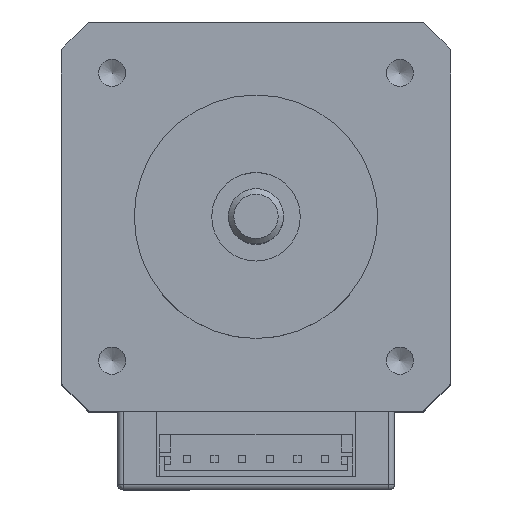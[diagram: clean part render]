
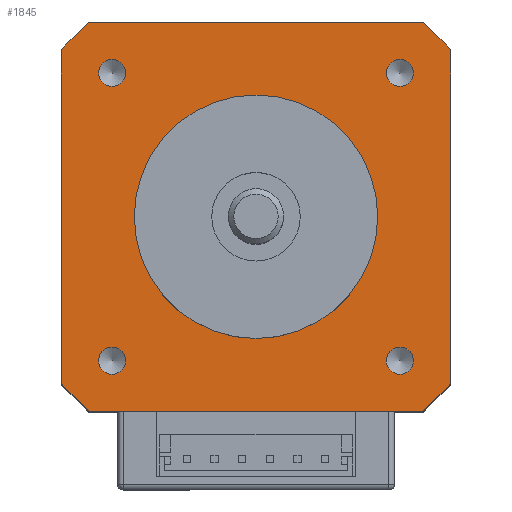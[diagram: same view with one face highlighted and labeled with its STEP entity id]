
A CAD part, top view. The second image highlights one B-rep face of the part: STEP entity #1845.
In plain terms, the highlighted planar face has unit normal (0, 0, 1).
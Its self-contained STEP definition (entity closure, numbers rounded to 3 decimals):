
#1560=CARTESIAN_POINT('',(0.,-11.,44.5));
#1561=VERTEX_POINT('',#1560);
#1562=CARTESIAN_POINT('',(0.,0.,44.5));
#1563=DIRECTION('',(0.0,0.0,-1.0));
#1564=DIRECTION('',(0.0,1.0,0.0));
#1565=AXIS2_PLACEMENT_3D('',#1562,#1563,#1564);
#1566=CIRCLE('',#1565,11.0);
#1567=EDGE_CURVE('',#1561,#1561,#1566,.T.);
#1597=CARTESIAN_POINT('',(-14.893,17.6,44.5));
#1598=VERTEX_POINT('',#1597);
#1607=CARTESIAN_POINT('',(14.893,17.6,44.5));
#1608=VERTEX_POINT('',#1607);
#1609=CARTESIAN_POINT('',(-14.893,17.6,44.5));
#1610=DIRECTION('',(1.0,0.0,0.0));
#1611=VECTOR('',#1610,29.786);
#1612=LINE('',#1609,#1611);
#1613=EDGE_CURVE('',#1598,#1608,#1612,.T.);
#1664=CARTESIAN_POINT('',(8.594,-8.594,44.5));
#1665=DIRECTION('',(0.0,0.0,-1.0));
#1666=DIRECTION('',(0.0,1.0,0.0));
#1667=AXIS2_PLACEMENT_3D('',#1664,#1665,#1666);
#1668=PLANE('',#1667);
#1669=CARTESIAN_POINT('',(-15.246,17.454,44.5));
#1670=VERTEX_POINT('',#1669);
#1671=CARTESIAN_POINT('',(-14.893,17.1,44.5));
#1672=DIRECTION('',(0.,0.,-1.0));
#1673=DIRECTION('',(-0.383,0.924,0.));
#1674=AXIS2_PLACEMENT_3D('',#1671,#1672,#1673);
#1675=CIRCLE('',#1674,0.5);
#1676=EDGE_CURVE('',#1670,#1598,#1675,.T.);
#1677=ORIENTED_EDGE('',*,*,#1676,.F.);
#1678=CARTESIAN_POINT('',(-17.454,15.246,44.5));
#1679=VERTEX_POINT('',#1678);
#1680=CARTESIAN_POINT('',(-17.454,15.246,44.5));
#1681=DIRECTION('',(0.707,0.707,0.0));
#1682=VECTOR('',#1681,3.121);
#1683=LINE('',#1680,#1682);
#1684=EDGE_CURVE('',#1679,#1670,#1683,.T.);
#1685=ORIENTED_EDGE('',*,*,#1684,.F.);
#1686=CARTESIAN_POINT('',(-17.6,14.893,44.5));
#1687=VERTEX_POINT('',#1686);
#1688=CARTESIAN_POINT('',(-17.1,14.893,44.5));
#1689=DIRECTION('',(0.,0.,-1.0));
#1690=DIRECTION('',(-0.924,0.383,0.));
#1691=AXIS2_PLACEMENT_3D('',#1688,#1689,#1690);
#1692=CIRCLE('',#1691,0.5);
#1693=EDGE_CURVE('',#1687,#1679,#1692,.T.);
#1694=ORIENTED_EDGE('',*,*,#1693,.F.);
#1695=CARTESIAN_POINT('',(-17.6,-14.893,44.5));
#1696=VERTEX_POINT('',#1695);
#1697=CARTESIAN_POINT('',(-17.6,-14.893,44.5));
#1698=DIRECTION('',(0.0,1.0,0.0));
#1699=VECTOR('',#1698,29.786);
#1700=LINE('',#1697,#1699);
#1701=EDGE_CURVE('',#1696,#1687,#1700,.T.);
#1702=ORIENTED_EDGE('',*,*,#1701,.F.);
#1703=CARTESIAN_POINT('',(-17.454,-15.246,44.5));
#1704=VERTEX_POINT('',#1703);
#1705=CARTESIAN_POINT('',(-17.1,-14.893,44.5));
#1706=DIRECTION('',(0.,0.,-1.0));
#1707=DIRECTION('',(-0.924,-0.383,0.));
#1708=AXIS2_PLACEMENT_3D('',#1705,#1706,#1707);
#1709=CIRCLE('',#1708,0.5);
#1710=EDGE_CURVE('',#1704,#1696,#1709,.T.);
#1711=ORIENTED_EDGE('',*,*,#1710,.F.);
#1712=CARTESIAN_POINT('',(-15.246,-17.454,44.5));
#1713=VERTEX_POINT('',#1712);
#1714=CARTESIAN_POINT('',(-15.246,-17.454,44.5));
#1715=DIRECTION('',(-0.707,0.707,0.0));
#1716=VECTOR('',#1715,3.121);
#1717=LINE('',#1714,#1716);
#1718=EDGE_CURVE('',#1713,#1704,#1717,.T.);
#1719=ORIENTED_EDGE('',*,*,#1718,.F.);
#1720=CARTESIAN_POINT('',(-14.893,-17.6,44.5));
#1721=VERTEX_POINT('',#1720);
#1722=CARTESIAN_POINT('',(-14.893,-17.1,44.5));
#1723=DIRECTION('',(0.,0.,-1.));
#1724=DIRECTION('',(-0.383,-0.924,0.));
#1725=AXIS2_PLACEMENT_3D('',#1722,#1723,#1724);
#1726=CIRCLE('',#1725,0.5);
#1727=EDGE_CURVE('',#1721,#1713,#1726,.T.);
#1728=ORIENTED_EDGE('',*,*,#1727,.F.);
#1729=CARTESIAN_POINT('',(14.893,-17.6,44.5));
#1730=VERTEX_POINT('',#1729);
#1731=CARTESIAN_POINT('',(14.893,-17.6,44.5));
#1732=DIRECTION('',(-1.0,0.0,0.0));
#1733=VECTOR('',#1732,29.786);
#1734=LINE('',#1731,#1733);
#1735=EDGE_CURVE('',#1730,#1721,#1734,.T.);
#1736=ORIENTED_EDGE('',*,*,#1735,.F.);
#1737=CARTESIAN_POINT('',(15.246,-17.454,44.5));
#1738=VERTEX_POINT('',#1737);
#1739=CARTESIAN_POINT('',(14.893,-17.1,44.5));
#1740=DIRECTION('',(0.,0.,-1.0));
#1741=DIRECTION('',(0.383,-0.924,0.));
#1742=AXIS2_PLACEMENT_3D('',#1739,#1740,#1741);
#1743=CIRCLE('',#1742,0.5);
#1744=EDGE_CURVE('',#1738,#1730,#1743,.T.);
#1745=ORIENTED_EDGE('',*,*,#1744,.F.);
#1746=CARTESIAN_POINT('',(17.454,-15.246,44.5));
#1747=VERTEX_POINT('',#1746);
#1748=CARTESIAN_POINT('',(17.454,-15.246,44.5));
#1749=DIRECTION('',(-0.707,-0.707,0.0));
#1750=VECTOR('',#1749,3.121);
#1751=LINE('',#1748,#1750);
#1752=EDGE_CURVE('',#1747,#1738,#1751,.T.);
#1753=ORIENTED_EDGE('',*,*,#1752,.F.);
#1754=CARTESIAN_POINT('',(17.6,-14.893,44.5));
#1755=VERTEX_POINT('',#1754);
#1756=CARTESIAN_POINT('',(17.1,-14.893,44.5));
#1757=DIRECTION('',(0.,0.,-1.0));
#1758=DIRECTION('',(0.924,-0.383,0.));
#1759=AXIS2_PLACEMENT_3D('',#1756,#1757,#1758);
#1760=CIRCLE('',#1759,0.5);
#1761=EDGE_CURVE('',#1755,#1747,#1760,.T.);
#1762=ORIENTED_EDGE('',*,*,#1761,.F.);
#1763=CARTESIAN_POINT('',(17.6,14.893,44.5));
#1764=VERTEX_POINT('',#1763);
#1765=CARTESIAN_POINT('',(17.6,14.893,44.5));
#1766=DIRECTION('',(0.0,-1.0,0.0));
#1767=VECTOR('',#1766,29.786);
#1768=LINE('',#1765,#1767);
#1769=EDGE_CURVE('',#1764,#1755,#1768,.T.);
#1770=ORIENTED_EDGE('',*,*,#1769,.F.);
#1771=CARTESIAN_POINT('',(17.454,15.246,44.5));
#1772=VERTEX_POINT('',#1771);
#1773=CARTESIAN_POINT('',(17.1,14.893,44.5));
#1774=DIRECTION('',(0.,0.,-1.0));
#1775=DIRECTION('',(0.924,0.383,0.));
#1776=AXIS2_PLACEMENT_3D('',#1773,#1774,#1775);
#1777=CIRCLE('',#1776,0.5);
#1778=EDGE_CURVE('',#1772,#1764,#1777,.T.);
#1779=ORIENTED_EDGE('',*,*,#1778,.F.);
#1780=CARTESIAN_POINT('',(15.246,17.454,44.5));
#1781=VERTEX_POINT('',#1780);
#1782=CARTESIAN_POINT('',(15.246,17.454,44.5));
#1783=DIRECTION('',(0.707,-0.707,0.0));
#1784=VECTOR('',#1783,3.121);
#1785=LINE('',#1782,#1784);
#1786=EDGE_CURVE('',#1781,#1772,#1785,.T.);
#1787=ORIENTED_EDGE('',*,*,#1786,.F.);
#1788=CARTESIAN_POINT('',(14.893,17.1,44.5));
#1789=DIRECTION('',(0.,0.,-1.));
#1790=DIRECTION('',(0.383,0.924,0.));
#1791=AXIS2_PLACEMENT_3D('',#1788,#1789,#1790);
#1792=CIRCLE('',#1791,0.5);
#1793=EDGE_CURVE('',#1608,#1781,#1792,.T.);
#1794=ORIENTED_EDGE('',*,*,#1793,.F.);
#1795=ORIENTED_EDGE('',*,*,#1613,.F.);
#1796=EDGE_LOOP('',(#1677,#1685,#1694,#1702,#1711,#1719,#1728,#1736,#1745,#1753,#1762,#1770,#1779,#1787,#1794,#1795));
#1797=FACE_OUTER_BOUND('',#1796,.T.);
#1798=ORIENTED_EDGE('',*,*,#1567,.T.);
#1799=EDGE_LOOP('',(#1798));
#1800=FACE_BOUND('',#1799,.T.);
#1801=CARTESIAN_POINT('',(-13.,11.77,44.5));
#1802=VERTEX_POINT('',#1801);
#1803=CARTESIAN_POINT('',(-13.,13.,44.5));
#1804=DIRECTION('',(0.0,0.0,-1.0));
#1805=DIRECTION('',(0.0,-1.0,0.0));
#1806=AXIS2_PLACEMENT_3D('',#1803,#1804,#1805);
#1807=CIRCLE('',#1806,1.23);
#1808=EDGE_CURVE('',#1802,#1802,#1807,.T.);
#1809=ORIENTED_EDGE('',*,*,#1808,.T.);
#1810=EDGE_LOOP('',(#1809));
#1811=FACE_BOUND('',#1810,.T.);
#1812=CARTESIAN_POINT('',(-13.,-14.23,44.5));
#1813=VERTEX_POINT('',#1812);
#1814=CARTESIAN_POINT('',(-13.,-13.,44.5));
#1815=DIRECTION('',(0.0,0.0,-1.0));
#1816=DIRECTION('',(0.0,-1.0,0.0));
#1817=AXIS2_PLACEMENT_3D('',#1814,#1815,#1816);
#1818=CIRCLE('',#1817,1.23);
#1819=EDGE_CURVE('',#1813,#1813,#1818,.T.);
#1820=ORIENTED_EDGE('',*,*,#1819,.T.);
#1821=EDGE_LOOP('',(#1820));
#1822=FACE_BOUND('',#1821,.T.);
#1823=CARTESIAN_POINT('',(13.,-14.229,44.5));
#1824=VERTEX_POINT('',#1823);
#1825=CARTESIAN_POINT('',(13.,-13.,44.5));
#1826=DIRECTION('',(0.0,0.0,-1.0));
#1827=DIRECTION('',(0.0,-1.0,0.0));
#1828=AXIS2_PLACEMENT_3D('',#1825,#1826,#1827);
#1829=CIRCLE('',#1828,1.23);
#1830=EDGE_CURVE('',#1824,#1824,#1829,.T.);
#1831=ORIENTED_EDGE('',*,*,#1830,.T.);
#1832=EDGE_LOOP('',(#1831));
#1833=FACE_BOUND('',#1832,.T.);
#1834=CARTESIAN_POINT('',(13.,11.771,44.5));
#1835=VERTEX_POINT('',#1834);
#1836=CARTESIAN_POINT('',(13.,13.,44.5));
#1837=DIRECTION('',(0.0,0.0,-1.0));
#1838=DIRECTION('',(0.0,-1.0,0.0));
#1839=AXIS2_PLACEMENT_3D('',#1836,#1837,#1838);
#1840=CIRCLE('',#1839,1.23);
#1841=EDGE_CURVE('',#1835,#1835,#1840,.T.);
#1842=ORIENTED_EDGE('',*,*,#1841,.T.);
#1843=EDGE_LOOP('',(#1842));
#1844=FACE_BOUND('',#1843,.T.);
#1845=ADVANCED_FACE('',(#1797,#1800,#1811,#1822,#1833,#1844),#1668,.F.);
